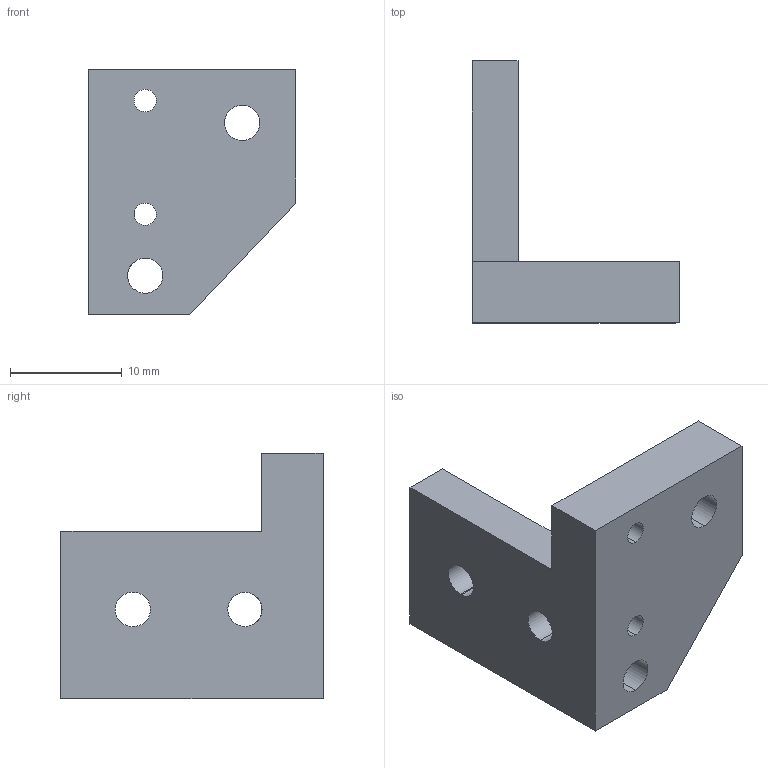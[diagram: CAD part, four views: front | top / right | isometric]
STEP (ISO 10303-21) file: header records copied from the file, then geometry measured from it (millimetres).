
FILE_DESCRIPTION (( 'STEP AP214' ), '1' );
FILE_NAME ('錨璃1.STEP', '2024-08-04T04:10:42', ( '' ), ( '' ), 'SwSTEP 2.0', 'SolidWorks 2021', '' );
FILE_SCHEMA (( 'AUTOMOTIVE_DESIGN' ));
Length unit declared in the file: millimetre
Products named in the file (1): 錨璃1
Bounding box: 18.6 x 23.5 x 22 mm (x, y, z)
Volume: 2868.9 mm3; surface area: 2033.1 mm2
Topology: 1 solids, 1 shells, 30 faces, 90 edges, 59 vertices
Faces by surface type: plane 16, cylinder 14
Entity records: 1081 total; most frequent: DIRECTION 185, ORIENTED_EDGE 180, CARTESIAN_POINT 180, EDGE_CURVE 90, AXIS2_PLACEMENT_3D 64, VERTEX_POINT 59, LINE 57, VECTOR 57
